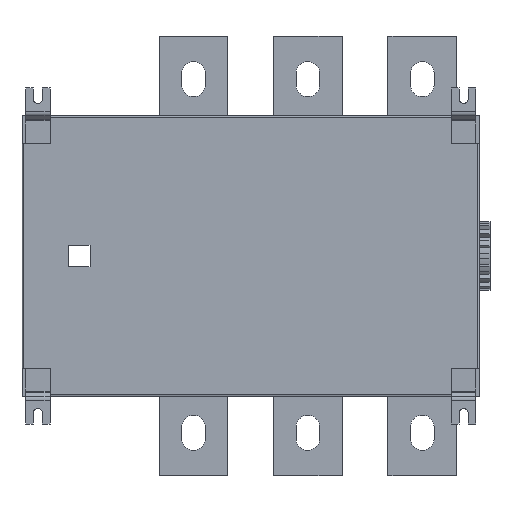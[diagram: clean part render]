
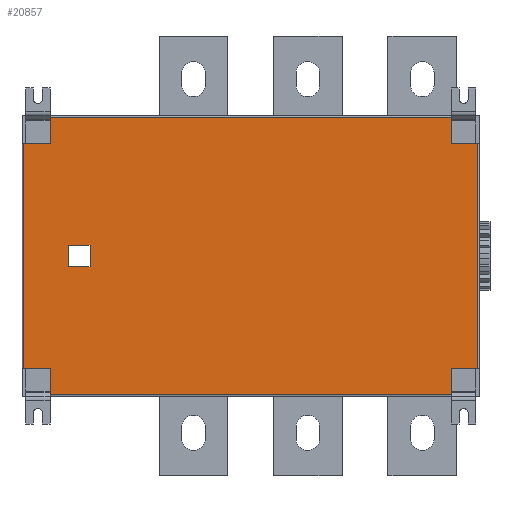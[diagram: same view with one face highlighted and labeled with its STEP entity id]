
A CAD part, front view. The second image highlights one B-rep face of the part: STEP entity #20857.
In plain terms, the highlighted planar face has unit normal (0, -1, 0).
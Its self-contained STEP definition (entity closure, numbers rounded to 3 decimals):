
#400 = ORIENTED_EDGE ( 'NONE', *, *, #22715, .T. ) ;
#434 = CARTESIAN_POINT ( 'NONE',  ( -103.65, 0., -6.15 ) ) ;
#701 = AXIS2_PLACEMENT_3D ( 'NONE', #7221, #2933, #17298 ) ;
#1250 = DIRECTION ( 'NONE',  ( 0., 0., -1. ) ) ;
#1277 = ORIENTED_EDGE ( 'NONE', *, *, #9892, .T. ) ;
#1678 = EDGE_CURVE ( 'NONE', #13505, #9268, #8292, .T. ) ;
#2080 = ORIENTED_EDGE ( 'NONE', *, *, #6327, .T. ) ;
#2156 = DIRECTION ( 'NONE',  ( -1., 0., 0. ) ) ;
#2239 = DIRECTION ( 'NONE',  ( 1., 0., 0. ) ) ;
#2343 = VERTEX_POINT ( 'NONE', #7400 ) ;
#2407 = VERTEX_POINT ( 'NONE', #22459 ) ;
#2631 = CARTESIAN_POINT ( 'NONE',  ( -91.35, 0., 6.15 ) ) ;
#2642 = ORIENTED_EDGE ( 'NONE', *, *, #7448, .F. ) ;
#2933 = DIRECTION ( 'NONE',  ( 0., -1., 0. ) ) ;
#3143 = ORIENTED_EDGE ( 'NONE', *, *, #1678, .F. ) ;
#3376 = VERTEX_POINT ( 'NONE', #17431 ) ;
#3484 = CARTESIAN_POINT ( 'NONE',  ( 114., 0., 80. ) ) ;
#3506 = DIRECTION ( 'NONE',  ( 1., 0., 0. ) ) ;
#3638 = DIRECTION ( 'NONE',  ( 0., 0., 1. ) ) ;
#3724 = LINE ( 'NONE', #5898, #5671 ) ;
#3745 = DIRECTION ( 'NONE',  ( 0., 0., -1. ) ) ;
#4109 = CARTESIAN_POINT ( 'NONE',  ( -91.35, 0., -6.15 ) ) ;
#4182 = VERTEX_POINT ( 'NONE', #9628 ) ;
#4371 = VECTOR ( 'NONE', #3638, 1000. ) ;
#4723 = CARTESIAN_POINT ( 'NONE',  ( -114., 0., -64. ) ) ;
#4758 = CARTESIAN_POINT ( 'NONE',  ( -129., 0., -64. ) ) ;
#4788 = EDGE_CURVE ( 'NONE', #3376, #2407, #3724, .T. ) ;
#5152 = CARTESIAN_POINT ( 'NONE',  ( 129., 0., -64. ) ) ;
#5434 = ORIENTED_EDGE ( 'NONE', *, *, #4788, .T. ) ;
#5532 = CARTESIAN_POINT ( 'NONE',  ( -114., 0., 80. ) ) ;
#5671 = VECTOR ( 'NONE', #12407, 1000. ) ;
#5770 = VERTEX_POINT ( 'NONE', #5798 ) ;
#5798 = CARTESIAN_POINT ( 'NONE',  ( 129., 0., 64. ) ) ;
#5898 = CARTESIAN_POINT ( 'NONE',  ( -114., 0., 79. ) ) ;
#6185 = VECTOR ( 'NONE', #17293, 1000. ) ;
#6327 = EDGE_CURVE ( 'NONE', #23379, #21575, #24566, .T. ) ;
#6338 = EDGE_CURVE ( 'NONE', #19094, #5770, #20960, .T. ) ;
#6516 = CARTESIAN_POINT ( 'NONE',  ( 114., 0., -79. ) ) ;
#6553 = VECTOR ( 'NONE', #24507, 1000. ) ;
#7102 = EDGE_LOOP ( 'NONE', ( #14083, #23554, #2080, #1277 ) ) ;
#7221 = CARTESIAN_POINT ( 'NONE',  ( 0., 0., 0. ) ) ;
#7232 = VERTEX_POINT ( 'NONE', #26591 ) ;
#7400 = CARTESIAN_POINT ( 'NONE',  ( -103.65, 0., 6.15 ) ) ;
#7448 = EDGE_CURVE ( 'NONE', #9060, #7598, #16321, .T. ) ;
#7480 = DIRECTION ( 'NONE',  ( -1., 0., 0. ) ) ;
#7505 = VECTOR ( 'NONE', #3745, 1000. ) ;
#7509 = CARTESIAN_POINT ( 'NONE',  ( -91.35, 0., -6.15 ) ) ;
#7554 = EDGE_CURVE ( 'NONE', #7232, #2343, #25499, .T. ) ;
#7598 = VERTEX_POINT ( 'NONE', #25933 ) ;
#8029 = DIRECTION ( 'NONE',  ( 0., 0., -1. ) ) ;
#8292 = LINE ( 'NONE', #13339, #11571 ) ;
#8733 = LINE ( 'NONE', #24481, #24112 ) ;
#8798 = ORIENTED_EDGE ( 'NONE', *, *, #19654, .F. ) ;
#9060 = VERTEX_POINT ( 'NONE', #4723 ) ;
#9125 = CARTESIAN_POINT ( 'NONE',  ( -129., 0., 64. ) ) ;
#9216 = FACE_BOUND ( 'NONE', #7102, .T. ) ;
#9268 = VERTEX_POINT ( 'NONE', #24188 ) ;
#9628 = CARTESIAN_POINT ( 'NONE',  ( 114., 0., 64. ) ) ;
#9878 = CARTESIAN_POINT ( 'NONE',  ( 129., 0., 64. ) ) ;
#9892 = EDGE_CURVE ( 'NONE', #21575, #7232, #16910, .T. ) ;
#10151 = LINE ( 'NONE', #4758, #6185 ) ;
#10986 = EDGE_CURVE ( 'NONE', #25402, #9060, #24365, .T. ) ;
#11566 = CARTESIAN_POINT ( 'NONE',  ( 114., 0., -80. ) ) ;
#11571 = VECTOR ( 'NONE', #26054, 1000. ) ;
#11729 = VERTEX_POINT ( 'NONE', #24511 ) ;
#11732 = VECTOR ( 'NONE', #2156, 1000. ) ;
#11761 = ORIENTED_EDGE ( 'NONE', *, *, #24680, .F. ) ;
#12316 = VECTOR ( 'NONE', #24972, 1000. ) ;
#12407 = DIRECTION ( 'NONE',  ( -1., 0., 0. ) ) ;
#13080 = LINE ( 'NONE', #3484, #7505 ) ;
#13093 = PLANE ( 'NONE',  #701 ) ;
#13187 = DIRECTION ( 'NONE',  ( 1., 0., 0. ) ) ;
#13339 = CARTESIAN_POINT ( 'NONE',  ( -130., 0., 64. ) ) ;
#13387 = LINE ( 'NONE', #17209, #20893 ) ;
#13505 = VERTEX_POINT ( 'NONE', #9125 ) ;
#13799 = CARTESIAN_POINT ( 'NONE',  ( -114., 0., -79. ) ) ;
#13838 = FACE_OUTER_BOUND ( 'NONE', #16256, .T. ) ;
#13908 = CARTESIAN_POINT ( 'NONE',  ( 130., 0., 64. ) ) ;
#14023 = ORIENTED_EDGE ( 'NONE', *, *, #18176, .F. ) ;
#14083 = ORIENTED_EDGE ( 'NONE', *, *, #7554, .T. ) ;
#14104 = VECTOR ( 'NONE', #8029, 1000. ) ;
#15477 = EDGE_CURVE ( 'NONE', #11729, #24629, #25261, .T. ) ;
#15503 = LINE ( 'NONE', #5532, #4371 ) ;
#15667 = ORIENTED_EDGE ( 'NONE', *, *, #6338, .T. ) ;
#16112 = EDGE_CURVE ( 'NONE', #4182, #5770, #22599, .T. ) ;
#16153 = CARTESIAN_POINT ( 'NONE',  ( 114., 0., -79. ) ) ;
#16256 = EDGE_LOOP ( 'NONE', ( #3143, #400, #2642, #17309, #21576, #19000, #11761, #15667, #17440, #14023, #5434, #8798 ) ) ;
#16321 = LINE ( 'NONE', #25385, #11732 ) ;
#16910 = LINE ( 'NONE', #4109, #12316 ) ;
#17209 = CARTESIAN_POINT ( 'NONE',  ( -91.35, 0., 6.15 ) ) ;
#17293 = DIRECTION ( 'NONE',  ( 0., 0., -1. ) ) ;
#17298 = DIRECTION ( 'NONE',  ( 0., 0., -1. ) ) ;
#17309 = ORIENTED_EDGE ( 'NONE', *, *, #10986, .F. ) ;
#17431 = CARTESIAN_POINT ( 'NONE',  ( 114., 0., 79. ) ) ;
#17440 = ORIENTED_EDGE ( 'NONE', *, *, #16112, .F. ) ;
#17893 = EDGE_CURVE ( 'NONE', #2343, #23379, #13387, .T. ) ;
#18176 = EDGE_CURVE ( 'NONE', #3376, #4182, #13080, .T. ) ;
#18662 = DIRECTION ( 'NONE',  ( 0., 0., 1. ) ) ;
#18956 = VECTOR ( 'NONE', #25293, 1000. ) ;
#18976 = EDGE_CURVE ( 'NONE', #25402, #24629, #26668, .T. ) ;
#19000 = ORIENTED_EDGE ( 'NONE', *, *, #15477, .F. ) ;
#19053 = VECTOR ( 'NONE', #1250, 1000. ) ;
#19094 = VERTEX_POINT ( 'NONE', #5152 ) ;
#19654 = EDGE_CURVE ( 'NONE', #9268, #2407, #15503, .T. ) ;
#20857 = ADVANCED_FACE ( 'NONE', ( #13838, #9216 ), #13093, .T. ) ;
#20893 = VECTOR ( 'NONE', #13187, 1000. ) ;
#20960 = LINE ( 'NONE', #9878, #6553 ) ;
#21575 = VERTEX_POINT ( 'NONE', #25435 ) ;
#21576 = ORIENTED_EDGE ( 'NONE', *, *, #18976, .T. ) ;
#22250 = VECTOR ( 'NONE', #3506, 1000. ) ;
#22459 = CARTESIAN_POINT ( 'NONE',  ( -114., 0., 79. ) ) ;
#22599 = LINE ( 'NONE', #13908, #22250 ) ;
#22715 = EDGE_CURVE ( 'NONE', #13505, #7598, #10151, .T. ) ;
#23054 = VECTOR ( 'NONE', #18662, 1000. ) ;
#23379 = VERTEX_POINT ( 'NONE', #2631 ) ;
#23554 = ORIENTED_EDGE ( 'NONE', *, *, #17893, .T. ) ;
#24036 = VECTOR ( 'NONE', #2239, 1000. ) ;
#24112 = VECTOR ( 'NONE', #7480, 1000. ) ;
#24188 = CARTESIAN_POINT ( 'NONE',  ( -114., 0., 64. ) ) ;
#24365 = LINE ( 'NONE', #24881, #23054 ) ;
#24481 = CARTESIAN_POINT ( 'NONE',  ( 130., 0., -64. ) ) ;
#24507 = DIRECTION ( 'NONE',  ( 0., 0., 1. ) ) ;
#24511 = CARTESIAN_POINT ( 'NONE',  ( 114., 0., -64. ) ) ;
#24566 = LINE ( 'NONE', #7509, #14104 ) ;
#24629 = VERTEX_POINT ( 'NONE', #16153 ) ;
#24680 = EDGE_CURVE ( 'NONE', #19094, #11729, #8733, .T. ) ;
#24881 = CARTESIAN_POINT ( 'NONE',  ( -114., 0., -80. ) ) ;
#24972 = DIRECTION ( 'NONE',  ( -1., 0., 0. ) ) ;
#25261 = LINE ( 'NONE', #11566, #19053 ) ;
#25293 = DIRECTION ( 'NONE',  ( 0., 0., 1. ) ) ;
#25385 = CARTESIAN_POINT ( 'NONE',  ( -130., 0., -64. ) ) ;
#25402 = VERTEX_POINT ( 'NONE', #13799 ) ;
#25435 = CARTESIAN_POINT ( 'NONE',  ( -91.35, 0., -6.15 ) ) ;
#25499 = LINE ( 'NONE', #434, #18956 ) ;
#25933 = CARTESIAN_POINT ( 'NONE',  ( -129., 0., -64. ) ) ;
#26054 = DIRECTION ( 'NONE',  ( 1., 0., 0. ) ) ;
#26591 = CARTESIAN_POINT ( 'NONE',  ( -103.65, 0., -6.15 ) ) ;
#26668 = LINE ( 'NONE', #6516, #24036 ) ;
